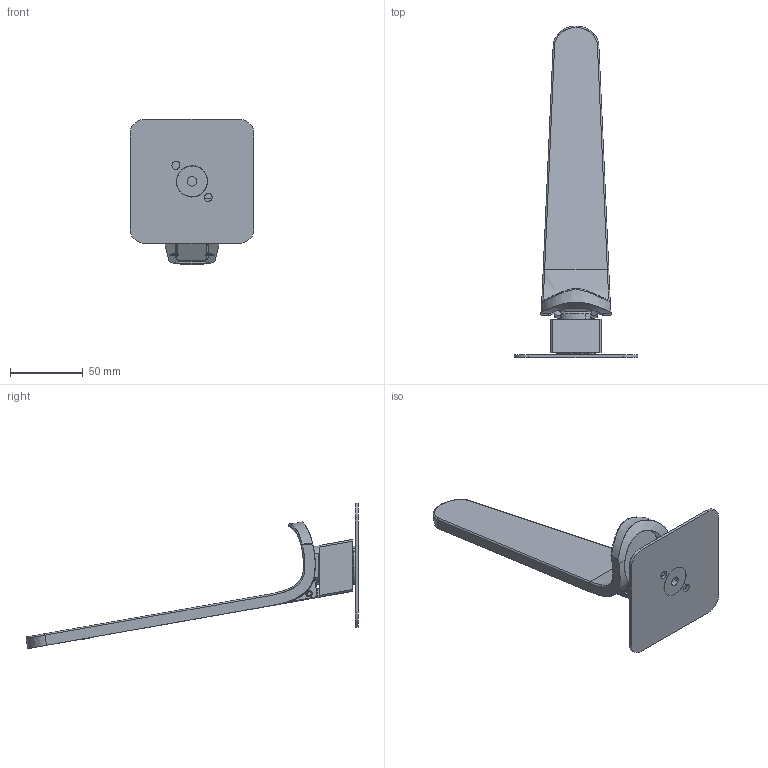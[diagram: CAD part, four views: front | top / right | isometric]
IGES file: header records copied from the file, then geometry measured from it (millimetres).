
Start section: START RECORD GO HERE.
Global section: file name: KA000240 x rendering.igs; native system: DASSAULT SYSTEMES CATIA Version 5-6 Release 2013 - www.3ds.com; preprocessor: V5-6R2013_5.23.3.0.09-04-2013.20.00; author: ute09; organization: CISALNT1; date: 20180621.143440; units: millimetre
Bounding box: 85 x 227.7 x 99.58 mm (x, y, z)
Surface area: 48573.1 mm2 (no closed solid volume)
Topology: 0 solids, 0 shells, 381 faces, 1980 edges, 1966 vertices
Faces by surface type: plane 173, revolution 138, bspline 62, extrusion 8
